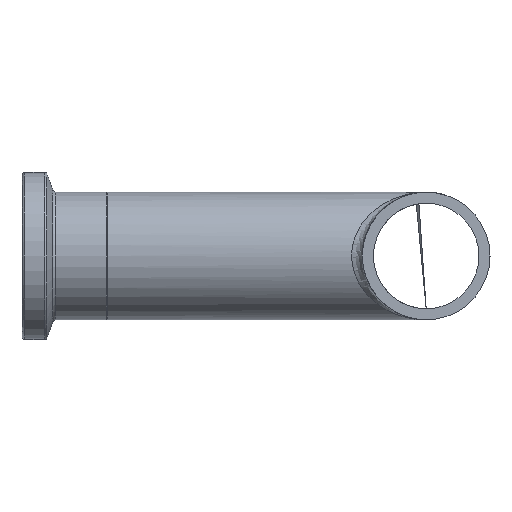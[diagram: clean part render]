
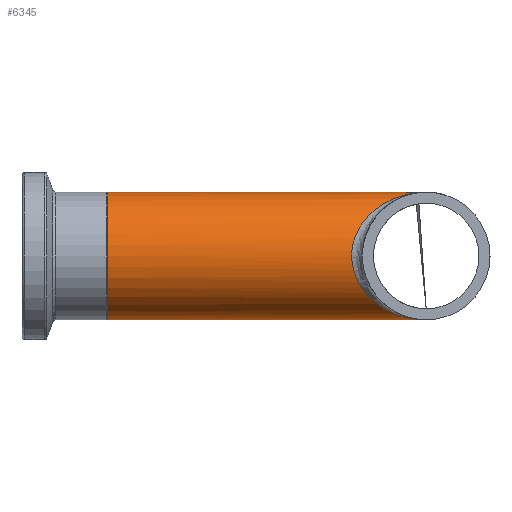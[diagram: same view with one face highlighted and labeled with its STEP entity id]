
A CAD part, left-side view. The second image highlights one B-rep face of the part: STEP entity #6345.
In plain terms, the highlighted cylindrical face has radius 9.525 mm (diameter 19.05 mm), a full revolution.
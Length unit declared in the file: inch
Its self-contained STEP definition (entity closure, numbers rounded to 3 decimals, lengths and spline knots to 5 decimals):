
#85=ELLIPSE('',#6737,0.57622,0.375);
#86=ELLIPSE('',#6738,0.57622,0.375);
#145=FACE_BOUND('',#1208,.T.);
#803=FACE_OUTER_BOUND('',#1207,.T.);
#1207=EDGE_LOOP('',(#5888));
#1208=EDGE_LOOP('',(#5889,#5890));
#2205=CIRCLE('',#6734,0.375);
#3105=VERTEX_POINT('',#13573);
#3106=VERTEX_POINT('',#13574);
#3122=VERTEX_POINT('',#13626);
#4044=EDGE_CURVE('',#3122,#3122,#2205,.T.);
#4046=EDGE_CURVE('',#3106,#3105,#85,.T.);
#4047=EDGE_CURVE('',#3105,#3106,#86,.T.);
#5888=ORIENTED_EDGE('',*,*,#4044,.T.);
#5889=ORIENTED_EDGE('',*,*,#4047,.F.);
#5890=ORIENTED_EDGE('',*,*,#4046,.F.);
#5937=CYLINDRICAL_SURFACE('',#6745,0.375);
#6345=ADVANCED_FACE('',(#803,#145),#5937,.T.);
#6734=AXIS2_PLACEMENT_3D('',#13627,#7950,#7951);
#6737=AXIS2_PLACEMENT_3D('',#13681,#7956,#7957);
#6738=AXIS2_PLACEMENT_3D('',#13732,#7958,#7959);
#6745=AXIS2_PLACEMENT_3D('',#13743,#7972,#7973);
#7950=DIRECTION('center_axis',(0.,-1.,0.));
#7951=DIRECTION('ref_axis',(1.,0.,0.));
#7956=DIRECTION('center_axis',(-0.759,-0.651,0.));
#7957=DIRECTION('ref_axis',(-0.651,0.759,0.));
#7958=DIRECTION('center_axis',(0.759,-0.651,0.));
#7959=DIRECTION('ref_axis',(0.651,0.759,0.));
#7972=DIRECTION('center_axis',(0.,-1.,0.));
#7973=DIRECTION('ref_axis',(1.,0.,0.));
#13573=CARTESIAN_POINT('',(0.,0.,-0.375));
#13574=CARTESIAN_POINT('',(0.,0.,0.375));
#13626=CARTESIAN_POINT('',(0.375,1.875,0.));
#13627=CARTESIAN_POINT('Origin',(0.,1.875,0.));
#13681=CARTESIAN_POINT('Origin',(0.,0.,0.));
#13732=CARTESIAN_POINT('Origin',(0.,0.,0.));
#13743=CARTESIAN_POINT('Origin',(0.,2.,0.));
